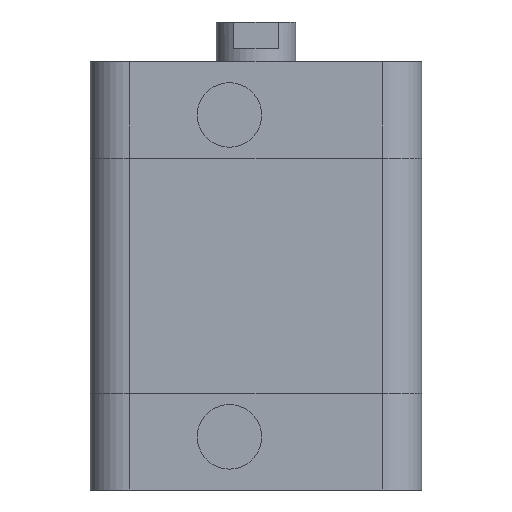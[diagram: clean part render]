
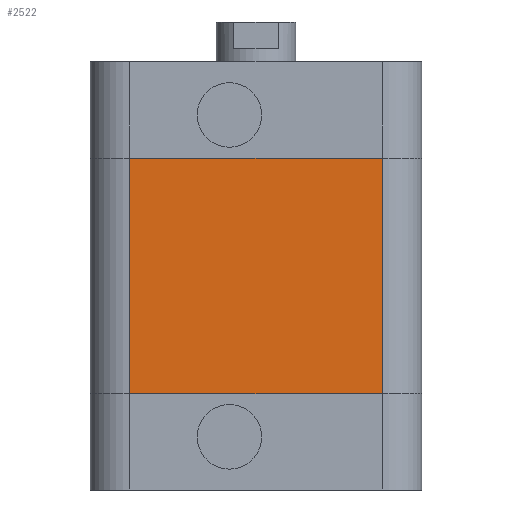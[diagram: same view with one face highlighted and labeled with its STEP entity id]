
A CAD part, left-side view. The second image highlights one B-rep face of the part: STEP entity #2522.
In plain terms, the highlighted planar face has unit normal (-1, 0, 0).
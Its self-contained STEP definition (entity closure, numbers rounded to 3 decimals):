
#32=LINE('',#3660,#304);
#33=LINE('',#3664,#305);
#34=LINE('',#3666,#306);
#35=LINE('',#3667,#307);
#304=VECTOR('',#2936,35.5);
#305=VECTOR('',#2941,38.);
#306=VECTOR('',#2942,35.5);
#307=VECTOR('',#2943,38.);
#569=PLANE('',#2683);
#745=FACE_OUTER_BOUND('',#895,.T.);
#895=EDGE_LOOP('',(#1798,#1799,#1800,#1801));
#1188=VERTEX_POINT('',#3657);
#1189=VERTEX_POINT('',#3659);
#1190=VERTEX_POINT('',#3663);
#1191=VERTEX_POINT('',#3665);
#1442=EDGE_CURVE('',#1188,#1189,#32,.T.);
#1444=EDGE_CURVE('',#1190,#1188,#33,.T.);
#1445=EDGE_CURVE('',#1190,#1191,#34,.T.);
#1446=EDGE_CURVE('',#1191,#1189,#35,.T.);
#1798=ORIENTED_EDGE('',*,*,#1444,.F.);
#1799=ORIENTED_EDGE('',*,*,#1445,.T.);
#1800=ORIENTED_EDGE('',*,*,#1446,.T.);
#1801=ORIENTED_EDGE('',*,*,#1442,.F.);
#2522=ADVANCED_FACE('',(#745),#569,.F.);
#2683=AXIS2_PLACEMENT_3D('',#3662,#2939,#2940);
#2936=DIRECTION('',(0.,0.,-1.));
#2939=DIRECTION('center_axis',(1.,0.,0.));
#2940=DIRECTION('ref_axis',(0.,1.,0.));
#2941=DIRECTION('',(0.,-1.,0.));
#2942=DIRECTION('',(0.,0.,-1.));
#2943=DIRECTION('',(0.,-1.,0.));
#3657=CARTESIAN_POINT('',(-25.,-19.,35.5));
#3659=CARTESIAN_POINT('',(-25.,-19.,0.));
#3660=CARTESIAN_POINT('',(-25.,-19.,106.211));
#3662=CARTESIAN_POINT('Origin',(-25.,19.,106.211));
#3663=CARTESIAN_POINT('',(-25.,19.,35.5));
#3664=CARTESIAN_POINT('',(-25.,19.,35.5));
#3665=CARTESIAN_POINT('',(-25.,19.,0.));
#3666=CARTESIAN_POINT('',(-25.,19.,106.211));
#3667=CARTESIAN_POINT('',(-25.,19.,0.));
